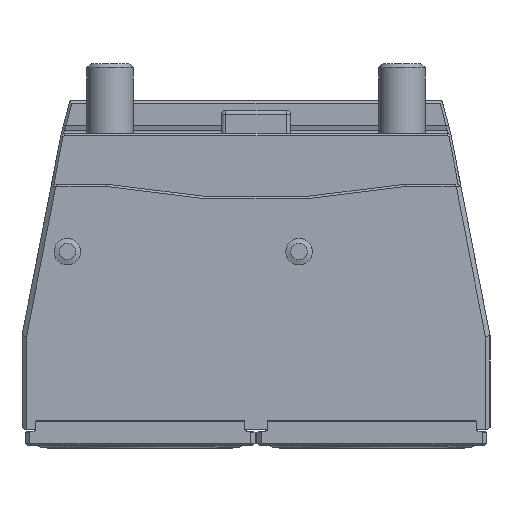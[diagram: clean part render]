
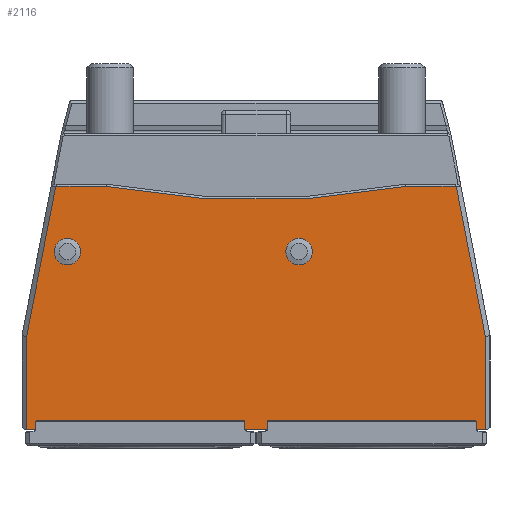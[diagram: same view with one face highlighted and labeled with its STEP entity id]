
A CAD part, left-side view. The second image highlights one B-rep face of the part: STEP entity #2116.
In plain terms, the highlighted planar face has unit normal (-1, 0, 0).
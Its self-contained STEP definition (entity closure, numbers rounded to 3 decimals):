
#359=LINE('',#11624,#1082);
#452=LINE('',#11826,#1175);
#508=LINE('',#11934,#1231);
#509=LINE('',#11936,#1232);
#510=LINE('',#11937,#1233);
#511=LINE('',#11939,#1234);
#512=LINE('',#11941,#1235);
#513=LINE('',#11945,#1236);
#514=LINE('',#11949,#1237);
#515=LINE('',#11951,#1238);
#516=LINE('',#11953,#1239);
#517=LINE('',#11955,#1240);
#518=LINE('',#11957,#1241);
#519=LINE('',#11961,#1242);
#520=LINE('',#11965,#1243);
#521=LINE('',#11967,#1244);
#522=LINE('',#11969,#1245);
#523=LINE('',#11971,#1246);
#524=LINE('',#11973,#1247);
#1082=VECTOR('',#8643,1.);
#1175=VECTOR('',#8800,1.);
#1231=VECTOR('',#8890,1.);
#1232=VECTOR('',#8891,1.);
#1233=VECTOR('',#8892,1.);
#1234=VECTOR('',#8893,1.);
#1235=VECTOR('',#8894,1.);
#1236=VECTOR('',#8897,1.);
#1237=VECTOR('',#8900,1.);
#1238=VECTOR('',#8901,1.);
#1239=VECTOR('',#8902,1.);
#1240=VECTOR('',#8903,1.);
#1241=VECTOR('',#8904,1.);
#1242=VECTOR('',#8907,1.);
#1243=VECTOR('',#8910,1.);
#1244=VECTOR('',#8911,1.);
#1245=VECTOR('',#8912,1.);
#1246=VECTOR('',#8913,1.);
#1247=VECTOR('',#8914,1.);
#1721=FACE_BOUND('',#3225,.T.);
#1722=FACE_BOUND('',#3226,.T.);
#1723=FACE_BOUND('',#3227,.T.);
#2116=ADVANCED_FACE('',(#1721,#1722,#1723),#2474,.T.);
#2474=PLANE('',#7536);
#3225=EDGE_LOOP('',(#4490,#4491,#4492,#4493,#4494,#4495,#4496,#4497,#4498,
#4499,#4500,#4501,#4502,#4503,#4504,#4505,#4506,#4507,#4508,#4509,#4510,
#4511,#4512,#4513));
#3226=EDGE_LOOP('',(#4514));
#3227=EDGE_LOOP('',(#4515));
#4490=ORIENTED_EDGE('',*,*,#6476,.T.);
#4491=ORIENTED_EDGE('',*,*,#6628,.T.);
#4492=ORIENTED_EDGE('',*,*,#6629,.T.);
#4493=ORIENTED_EDGE('',*,*,#6572,.T.);
#4494=ORIENTED_EDGE('',*,*,#6630,.F.);
#4495=ORIENTED_EDGE('',*,*,#6631,.T.);
#4496=ORIENTED_EDGE('',*,*,#6632,.F.);
#4497=ORIENTED_EDGE('',*,*,#6633,.T.);
#4498=ORIENTED_EDGE('',*,*,#6634,.F.);
#4499=ORIENTED_EDGE('',*,*,#6635,.T.);
#4500=ORIENTED_EDGE('',*,*,#6636,.T.);
#4501=ORIENTED_EDGE('',*,*,#6637,.T.);
#4502=ORIENTED_EDGE('',*,*,#6638,.F.);
#4503=ORIENTED_EDGE('',*,*,#6639,.T.);
#4504=ORIENTED_EDGE('',*,*,#6640,.F.);
#4505=ORIENTED_EDGE('',*,*,#6641,.T.);
#4506=ORIENTED_EDGE('',*,*,#6642,.F.);
#4507=ORIENTED_EDGE('',*,*,#6643,.T.);
#4508=ORIENTED_EDGE('',*,*,#6644,.T.);
#4509=ORIENTED_EDGE('',*,*,#6645,.T.);
#4510=ORIENTED_EDGE('',*,*,#6646,.F.);
#4511=ORIENTED_EDGE('',*,*,#6647,.T.);
#4512=ORIENTED_EDGE('',*,*,#6648,.T.);
#4513=ORIENTED_EDGE('',*,*,#6471,.T.);
#4514=ORIENTED_EDGE('',*,*,#6413,.T.);
#4515=ORIENTED_EDGE('',*,*,#6649,.F.);
#5667=VERTEX_POINT('',#11506);
#5704=VERTEX_POINT('',#11623);
#5705=VERTEX_POINT('',#11625);
#5708=VERTEX_POINT('',#11636);
#5776=VERTEX_POINT('',#11824);
#5778=VERTEX_POINT('',#11827);
#5813=VERTEX_POINT('',#11935);
#5814=VERTEX_POINT('',#11938);
#5815=VERTEX_POINT('',#11940);
#5816=VERTEX_POINT('',#11942);
#5817=VERTEX_POINT('',#11944);
#5818=VERTEX_POINT('',#11946);
#5819=VERTEX_POINT('',#11948);
#5820=VERTEX_POINT('',#11950);
#5821=VERTEX_POINT('',#11952);
#5822=VERTEX_POINT('',#11954);
#5823=VERTEX_POINT('',#11956);
#5824=VERTEX_POINT('',#11958);
#5825=VERTEX_POINT('',#11960);
#5826=VERTEX_POINT('',#11962);
#5827=VERTEX_POINT('',#11964);
#5828=VERTEX_POINT('',#11966);
#5829=VERTEX_POINT('',#11968);
#5830=VERTEX_POINT('',#11970);
#5831=VERTEX_POINT('',#11972);
#5832=VERTEX_POINT('',#11975);
#6413=EDGE_CURVE('',#5667,#5667,#7060,.T.);
#6471=EDGE_CURVE('',#5705,#5704,#359,.T.);
#6476=EDGE_CURVE('',#5704,#5708,#7078,.T.);
#6572=EDGE_CURVE('',#5778,#5776,#452,.T.);
#6628=EDGE_CURVE('',#5708,#5813,#508,.T.);
#6629=EDGE_CURVE('',#5813,#5778,#509,.T.);
#6630=EDGE_CURVE('',#5814,#5776,#510,.T.);
#6631=EDGE_CURVE('',#5814,#5815,#511,.T.);
#6632=EDGE_CURVE('',#5816,#5815,#512,.T.);
#6633=EDGE_CURVE('',#5816,#5817,#7084,.T.);
#6634=EDGE_CURVE('',#5818,#5817,#513,.T.);
#6635=EDGE_CURVE('',#5818,#5819,#7085,.T.);
#6636=EDGE_CURVE('',#5819,#5820,#514,.T.);
#6637=EDGE_CURVE('',#5820,#5821,#515,.T.);
#6638=EDGE_CURVE('',#5822,#5821,#516,.T.);
#6639=EDGE_CURVE('',#5822,#5823,#517,.T.);
#6640=EDGE_CURVE('',#5824,#5823,#518,.T.);
#6641=EDGE_CURVE('',#5824,#5825,#7086,.T.);
#6642=EDGE_CURVE('',#5826,#5825,#519,.T.);
#6643=EDGE_CURVE('',#5826,#5827,#7087,.T.);
#6644=EDGE_CURVE('',#5827,#5828,#520,.T.);
#6645=EDGE_CURVE('',#5828,#5829,#521,.T.);
#6646=EDGE_CURVE('',#5830,#5829,#522,.T.);
#6647=EDGE_CURVE('',#5830,#5831,#523,.T.);
#6648=EDGE_CURVE('',#5831,#5705,#524,.T.);
#6649=EDGE_CURVE('',#5832,#5832,#7088,.T.);
#7060=CIRCLE('',#7437,2.85);
#7078=CIRCLE('',#7484,174.5);
#7084=CIRCLE('',#7531,0.3);
#7085=CIRCLE('',#7532,0.3);
#7086=CIRCLE('',#7533,0.3);
#7087=CIRCLE('',#7534,0.3);
#7088=CIRCLE('',#7535,2.85);
#7437=AXIS2_PLACEMENT_3D('',#11505,#8521,#8522);
#7484=AXIS2_PLACEMENT_3D('',#11637,#8650,#8651);
#7531=AXIS2_PLACEMENT_3D('',#11943,#8895,#8896);
#7532=AXIS2_PLACEMENT_3D('',#11947,#8898,#8899);
#7533=AXIS2_PLACEMENT_3D('',#11959,#8905,#8906);
#7534=AXIS2_PLACEMENT_3D('',#11963,#8908,#8909);
#7535=AXIS2_PLACEMENT_3D('',#11974,#8915,#8916);
#7536=AXIS2_PLACEMENT_3D('',#11976,#8917,#8918);
#8521=DIRECTION('',(1.,0.,0.));
#8522=DIRECTION('',(0.,-1.,0.));
#8643=DIRECTION('',(0.,1.,0.));
#8650=DIRECTION('',(1.,0.,0.));
#8651=DIRECTION('',(0.,0.,-1.));
#8800=DIRECTION('',(0.,0.,-1.));
#8890=DIRECTION('',(0.,1.,0.));
#8891=DIRECTION('',(0.,0.191,-0.982));
#8892=DIRECTION('',(0.,1.,0.));
#8893=DIRECTION('',(0.,-0.5,0.866));
#8894=DIRECTION('',(0.,0.,-1.));
#8895=DIRECTION('',(1.,0.,0.));
#8896=DIRECTION('',(0.,1.,0.));
#8897=DIRECTION('',(0.,1.,0.));
#8898=DIRECTION('',(1.,0.,0.));
#8899=DIRECTION('',(0.,1.,0.));
#8900=DIRECTION('',(0.,0.,-1.));
#8901=DIRECTION('',(0.,-0.5,-0.866));
#8902=DIRECTION('',(0.,1.,0.));
#8903=DIRECTION('',(0.,-0.5,0.866));
#8904=DIRECTION('',(0.,0.,-1.));
#8905=DIRECTION('',(1.,0.,0.));
#8906=DIRECTION('',(0.,1.,0.));
#8907=DIRECTION('',(0.,1.,0.));
#8908=DIRECTION('',(1.,0.,0.));
#8909=DIRECTION('',(0.,1.,0.));
#8910=DIRECTION('',(0.,0.,-1.));
#8911=DIRECTION('',(0.,-0.5,-0.866));
#8912=DIRECTION('',(0.,1.,0.));
#8913=DIRECTION('',(0.,0.,1.));
#8914=DIRECTION('',(0.,0.191,0.982));
#8915=DIRECTION('',(-1.,0.,0.));
#8916=DIRECTION('',(0.,0.,-1.));
#8917=DIRECTION('',(-1.,0.,0.));
#8918=DIRECTION('',(0.,0.,1.));
#11505=CARTESIAN_POINT('',(-135.5,-9.3,-25.55));
#11506=CARTESIAN_POINT('',(-135.5,-12.15,-25.55));
#11623=CARTESIAN_POINT('',(-135.5,-32.218,-11.5));
#11624=CARTESIAN_POINT('',(-135.5,-50.5,-11.5));
#11625=CARTESIAN_POINT('',(-135.5,-43.217,-11.5));
#11636=CARTESIAN_POINT('',(-135.5,32.218,-11.5));
#11637=CARTESIAN_POINT('',(-135.5,0.,160.));
#11824=CARTESIAN_POINT('',(-135.5,49.5,-64.));
#11826=CARTESIAN_POINT('',(-135.5,49.5,-63.5));
#11827=CARTESIAN_POINT('',(-135.5,49.5,-43.825));
#11934=CARTESIAN_POINT('',(-135.5,-50.5,-11.5));
#11935=CARTESIAN_POINT('',(-135.498,43.219,-11.498));
#11936=CARTESIAN_POINT('',(-135.5,49.518,-43.92));
#11937=CARTESIAN_POINT('',(-135.5,-50.5,-64.));
#11938=CARTESIAN_POINT('',(-135.5,47.731,-64.));
#11939=CARTESIAN_POINT('',(-135.5,-22.3,57.298));
#11940=CARTESIAN_POINT('',(-135.5,47.5,-63.6));
#11941=CARTESIAN_POINT('',(-135.5,47.5,-62.));
#11942=CARTESIAN_POINT('',(-135.5,47.5,-62.3));
#11943=CARTESIAN_POINT('',(-135.5,47.2,-62.3));
#11944=CARTESIAN_POINT('',(-135.5,47.2,-62.));
#11945=CARTESIAN_POINT('',(-135.5,-2.5,-62.));
#11946=CARTESIAN_POINT('',(-135.5,2.8,-62.));
#11947=CARTESIAN_POINT('',(-135.5,2.8,-62.3));
#11948=CARTESIAN_POINT('',(-135.5,2.5,-62.3));
#11949=CARTESIAN_POINT('',(-135.5,2.5,-62.));
#11950=CARTESIAN_POINT('',(-135.5,2.5,-63.6));
#11951=CARTESIAN_POINT('',(-135.5,58.55,33.482));
#11952=CARTESIAN_POINT('',(-135.5,2.269,-64.));
#11953=CARTESIAN_POINT('',(-135.5,-50.5,-64.));
#11954=CARTESIAN_POINT('',(-135.5,-2.269,-64.));
#11955=CARTESIAN_POINT('',(-135.5,-72.3,57.298));
#11956=CARTESIAN_POINT('',(-135.5,-2.5,-63.6));
#11957=CARTESIAN_POINT('',(-135.5,-2.5,-62.));
#11958=CARTESIAN_POINT('',(-135.5,-2.5,-62.3));
#11959=CARTESIAN_POINT('',(-135.5,-2.8,-62.3));
#11960=CARTESIAN_POINT('',(-135.5,-2.8,-62.));
#11961=CARTESIAN_POINT('',(-135.5,-52.5,-62.));
#11962=CARTESIAN_POINT('',(-135.5,-47.2,-62.));
#11963=CARTESIAN_POINT('',(-135.5,-47.2,-62.3));
#11964=CARTESIAN_POINT('',(-135.5,-47.5,-62.3));
#11965=CARTESIAN_POINT('',(-135.5,-47.5,-62.));
#11966=CARTESIAN_POINT('',(-135.5,-47.5,-63.6));
#11967=CARTESIAN_POINT('',(-135.5,8.55,33.482));
#11968=CARTESIAN_POINT('',(-135.5,-47.731,-64.));
#11969=CARTESIAN_POINT('',(-135.5,-50.5,-64.));
#11970=CARTESIAN_POINT('',(-135.5,-49.5,-64.));
#11971=CARTESIAN_POINT('',(-135.5,-49.5,0.));
#11972=CARTESIAN_POINT('',(-135.5,-49.5,-43.825));
#11973=CARTESIAN_POINT('',(-135.5,-41.328,-1.783));
#11974=CARTESIAN_POINT('',(-135.5,40.7,-25.55));
#11975=CARTESIAN_POINT('',(-135.5,40.7,-28.4));
#11976=CARTESIAN_POINT('',(-135.5,-50.5,0.));
